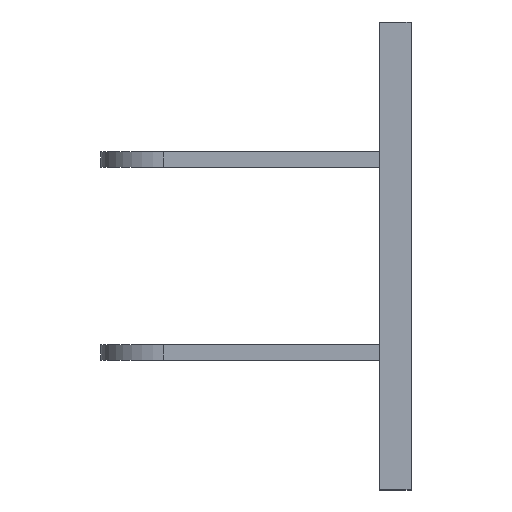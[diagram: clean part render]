
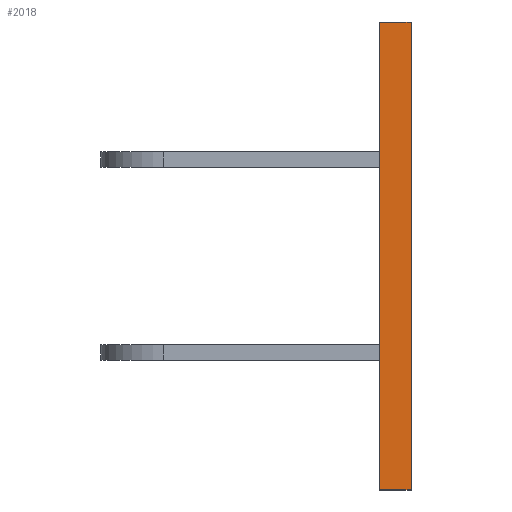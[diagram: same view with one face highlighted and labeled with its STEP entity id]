
A CAD part, left-side view. The second image highlights one B-rep face of the part: STEP entity #2018.
In plain terms, the highlighted planar face has unit normal (-1, 0, 0).
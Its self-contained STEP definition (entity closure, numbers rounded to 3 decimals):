
#46 = CARTESIAN_POINT ( 'NONE',  ( -75.005, -79.377, 75. ) ) ;
#78 = DIRECTION ( 'NONE',  ( 0., 0., 1. ) ) ;
#117 = EDGE_CURVE ( 'NONE', #308, #1139, #1667, .T. ) ;
#185 = VECTOR ( 'NONE', #2425, 1000. ) ;
#236 = EDGE_CURVE ( 'NONE', #1139, #1087, #1557, .T. ) ;
#248 = VECTOR ( 'NONE', #2340, 1000. ) ;
#308 = VERTEX_POINT ( 'NONE', #2329 ) ;
#391 = EDGE_LOOP ( 'NONE', ( #947, #598, #840, #1999 ) ) ;
#542 = VERTEX_POINT ( 'NONE', #2097 ) ;
#588 = EDGE_CURVE ( 'NONE', #542, #1087, #2275, .T. ) ;
#598 = ORIENTED_EDGE ( 'NONE', *, *, #588, .F. ) ;
#643 = CARTESIAN_POINT ( 'NONE',  ( -75.005, -69.377, 75. ) ) ;
#685 = VECTOR ( 'NONE', #2103, 1000. ) ;
#789 = AXIS2_PLACEMENT_3D ( 'NONE', #643, #2222, #1816 ) ;
#812 = EDGE_CURVE ( 'NONE', #308, #542, #1810, .T. ) ;
#815 = CARTESIAN_POINT ( 'NONE',  ( -75.005, -69.377, 75. ) ) ;
#840 = ORIENTED_EDGE ( 'NONE', *, *, #812, .F. ) ;
#947 = ORIENTED_EDGE ( 'NONE', *, *, #236, .T. ) ;
#1087 = VERTEX_POINT ( 'NONE', #46 ) ;
#1139 = VERTEX_POINT ( 'NONE', #1581 ) ;
#1164 = VECTOR ( 'NONE', #78, 1000. ) ;
#1215 = FACE_OUTER_BOUND ( 'NONE', #391, .T. ) ;
#1421 = PLANE ( 'NONE',  #789 ) ;
#1557 = LINE ( 'NONE', #2134, #248 ) ;
#1581 = CARTESIAN_POINT ( 'NONE',  ( -75.005, -79.377, -75. ) ) ;
#1667 = LINE ( 'NONE', #2073, #685 ) ;
#1810 = LINE ( 'NONE', #815, #1164 ) ;
#1816 = DIRECTION ( 'NONE',  ( 0., 0., -1. ) ) ;
#1999 = ORIENTED_EDGE ( 'NONE', *, *, #117, .T. ) ;
#2018 = ADVANCED_FACE ( 'NONE', ( #1215 ), #1421, .F. ) ;
#2073 = CARTESIAN_POINT ( 'NONE',  ( -75.005, -69.377, -75. ) ) ;
#2097 = CARTESIAN_POINT ( 'NONE',  ( -75.005, -69.377, 75. ) ) ;
#2103 = DIRECTION ( 'NONE',  ( 0., -1., 0. ) ) ;
#2134 = CARTESIAN_POINT ( 'NONE',  ( -75.005, -79.377, 75. ) ) ;
#2222 = DIRECTION ( 'NONE',  ( 1., 0., 0. ) ) ;
#2275 = LINE ( 'NONE', #2437, #185 ) ;
#2329 = CARTESIAN_POINT ( 'NONE',  ( -75.005, -69.377, -75. ) ) ;
#2340 = DIRECTION ( 'NONE',  ( 0., 0., 1. ) ) ;
#2425 = DIRECTION ( 'NONE',  ( 0., -1., 0. ) ) ;
#2437 = CARTESIAN_POINT ( 'NONE',  ( -75.005, -69.377, 75. ) ) ;
